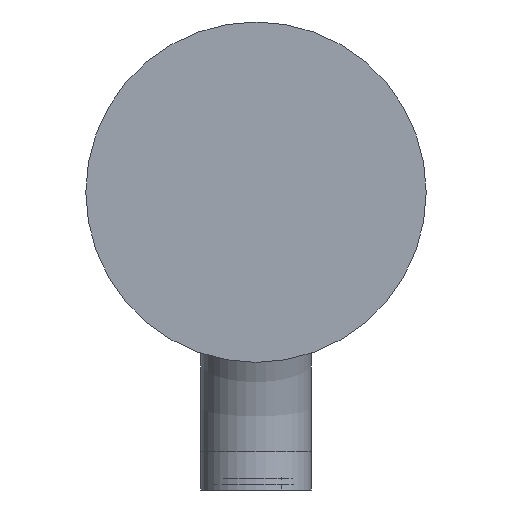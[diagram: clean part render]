
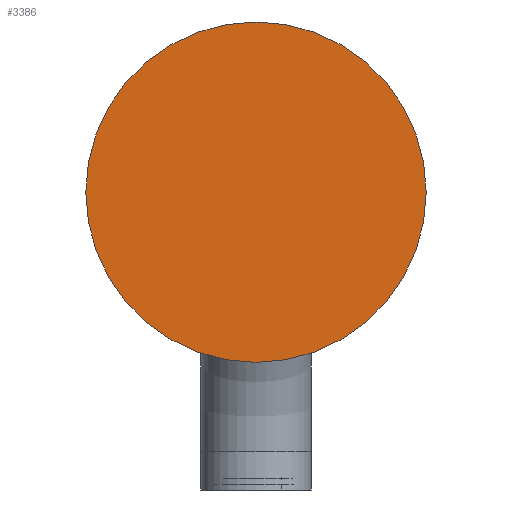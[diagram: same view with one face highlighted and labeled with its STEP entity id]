
A CAD part, front view. The second image highlights one B-rep face of the part: STEP entity #3386.
In plain terms, the highlighted planar face has unit normal (0, -1, 0).
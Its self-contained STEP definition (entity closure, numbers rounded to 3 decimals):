
#3315=CARTESIAN_POINT('Axis2P3D Location',(0.,-2.5,0.)) ;
#3319=CARTESIAN_POINT('Vertex',(-40.,-2.5,0.)) ;
#3321=CARTESIAN_POINT('Vertex',(40.,-2.5,0.)) ;
#3350=CARTESIAN_POINT('Axis2P3D Location',(0.,-2.5,0.)) ;
#3377=CARTESIAN_POINT('Axis2P3D Location',(0.,-2.5,0.)) ;
#3316=DIRECTION('Axis2P3D Direction',(0.,1.,-0.)) ;
#3351=DIRECTION('Axis2P3D Direction',(0.,1.,-0.)) ;
#3378=DIRECTION('Axis2P3D Direction',(0.,1.,-0.)) ;
#3379=DIRECTION('Axis2P3D XDirection',(-1.,0.,0.)) ;
#3317=AXIS2_PLACEMENT_3D('Circle Axis2P3D',#3315,#3316,$) ;
#3352=AXIS2_PLACEMENT_3D('Circle Axis2P3D',#3350,#3351,$) ;
#3380=AXIS2_PLACEMENT_3D('Plane Axis2P3D',#3377,#3378,#3379) ;
#3318=CIRCLE('generated circle',#3317,40.) ;
#3353=CIRCLE('generated circle',#3352,40.) ;
#3381=PLANE('',#3380) ;
#3323=EDGE_CURVE('',#3320,#3322,#3318,.T.) ;
#3354=EDGE_CURVE('',#3322,#3320,#3353,.T.) ;
#3383=ORIENTED_EDGE('',*,*,#3354,.F.) ;
#3384=ORIENTED_EDGE('',*,*,#3323,.F.) ;
#3382=EDGE_LOOP('',(#3383,#3384)) ;
#3320=VERTEX_POINT('',#3319) ;
#3322=VERTEX_POINT('',#3321) ;
#3386=ADVANCED_FACE('PR9A475_AllCATPart.1\\PartBody',(#3385),#3381,.F.) ;
#3385=FACE_OUTER_BOUND('',#3382,.T.) ;
